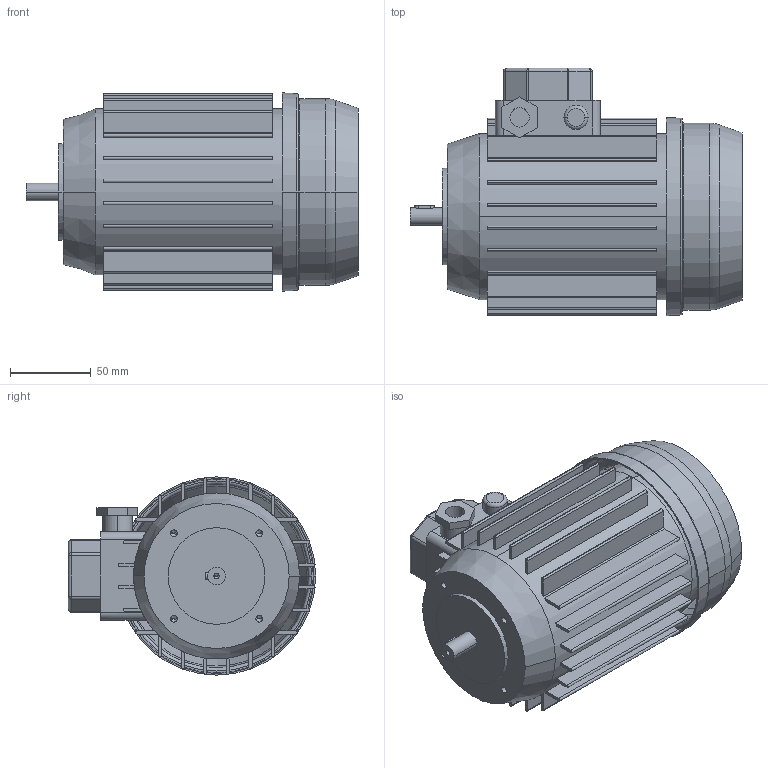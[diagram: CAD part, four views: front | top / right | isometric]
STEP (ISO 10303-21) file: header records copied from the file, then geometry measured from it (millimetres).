
FILE_DESCRIPTION (( 'STEP AP214' ), '1' );
FILE_NAME ('Motor 63 con brida B14.STEP', '2009-04-28T16:35:27', ( 'Enginy' ), ( 'Usuario' ), 'SwSTEP 2.0', 'SolidWorks 2009', '' );
FILE_SCHEMA (( 'AUTOMOTIVE_DESIGN' ));
Length unit declared in the file: millimetre
Products named in the file (4): Brida B14 para motor 63; Cuerpo 63 (para brida B-5 , B-14); Tapa 63 ( para brida B5 y B14); Motor 63 con brida B14
Assembly tree (3 placements, depth 2):
  Motor 63 con brida B14
    Cuerpo 63 (para brida B-5 , B-14)
    Brida B14 para motor 63
    Tapa 63 ( para brida B5 y B14)
Bounding box: 206 x 153.5 x 123 mm (x, y, z)
Volume: 1586225.3 mm3; surface area: 195804.5 mm2
Topology: 3 solids, 3 shells, 431 faces, 1135 edges, 727 vertices
Faces by surface type: plane 301, cylinder 84, cone 24, torus 14, sphere 8
Entity records: 13572 total; most frequent: CARTESIAN_POINT 2401, DIRECTION 2249, ORIENTED_EDGE 2234, EDGE_CURVE 1117, VECTOR 843, LINE 843, VERTEX_POINT 727, AXIS2_PLACEMENT_3D 703
